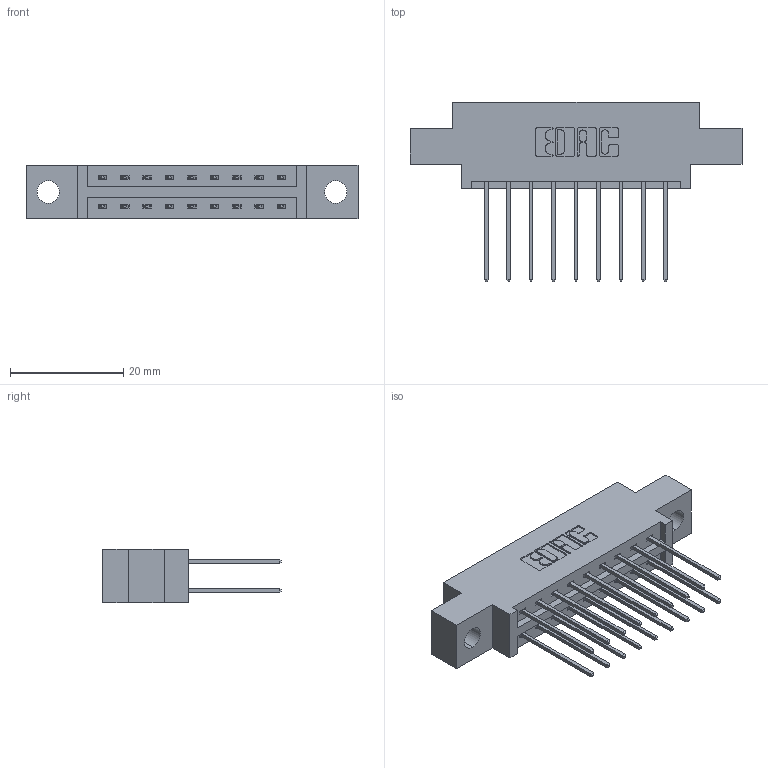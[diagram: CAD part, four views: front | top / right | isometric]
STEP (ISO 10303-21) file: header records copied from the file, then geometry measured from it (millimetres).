
FILE_DESCRIPTION (( 'STEP AP203' ), '1' );
FILE_NAME ('387-018-542-804.STEP', '2018-09-12T10:11:48', ( '' ), ( '' ), 'SwSTEP 2.0', 'SolidWorks 2016', '' );
FILE_SCHEMA (( 'CONFIG_CONTROL_DESIGN' ));
Length unit declared in the file: inch
Products named in the file (3): 337 Part_0.170 Offset - 0.156 Dia-TH; 345-292-001_345-293-142; 387-018-542-804
Assembly tree (19 placements, depth 2):
  387-018-542-804
    337 Part_0.170 Offset - 0.156 Dia-TH
    345-292-001_345-293-142  x18
Bounding box: 58.67 x 31.63 x 9.4 mm (x, y, z)
Volume: 5622.8 mm3; surface area: 6359.6 mm2
Topology: 19 solids, 19 shells, 1090 faces, 3221 edges, 2122 vertices
Faces by surface type: plane 758, cylinder 332
Entity records: 11399 total; most frequent: CARTESIAN_POINT 1950, ORIENTED_EDGE 1886, DIRECTION 1719, EDGE_CURVE 943, VECTOR 815, LINE 815, VERTEX_POINT 626, AXIS2_PLACEMENT_3D 452
